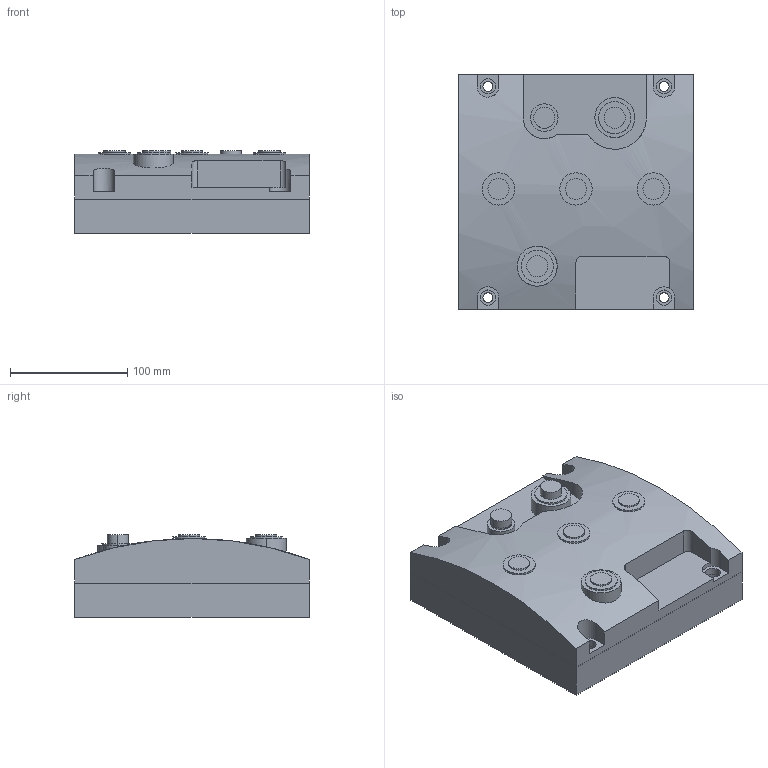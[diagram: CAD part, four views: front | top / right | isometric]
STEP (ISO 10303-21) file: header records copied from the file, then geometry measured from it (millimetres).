
FILE_DESCRIPTION (( 'STEP AP214' ), '1' );
FILE_NAME ('DMC-Size_2.STEP', '2021-03-10T07:18:24', ( '' ), ( '' ), 'SwSTEP 2.0', 'SolidWorks 2021', '' );
FILE_SCHEMA (( 'AUTOMOTIVE_DESIGN' ));
Length unit declared in the file: millimetre
Products named in the file (3): 2.stp; DMC-Size_2; Heatsink_S1.stp
Assembly tree (2 placements, depth 2):
  DMC-Size_2
    Heatsink_S1.stp
    2.stp
Bounding box: 200 x 200 x 70 mm (x, y, z)
Volume: 2334681.7 mm3; surface area: 243412.9 mm2
Topology: 5 solids, 5 shells, 142 faces, 350 edges, 234 vertices
Faces by surface type: cylinder 87, plane 53, bspline 2
Entity records: 5187 total; most frequent: CARTESIAN_POINT 1513, DIRECTION 768, ORIENTED_EDGE 700, EDGE_CURVE 350, AXIS2_PLACEMENT_3D 305, VERTEX_POINT 234, EDGE_LOOP 192, CIRCLE 160
